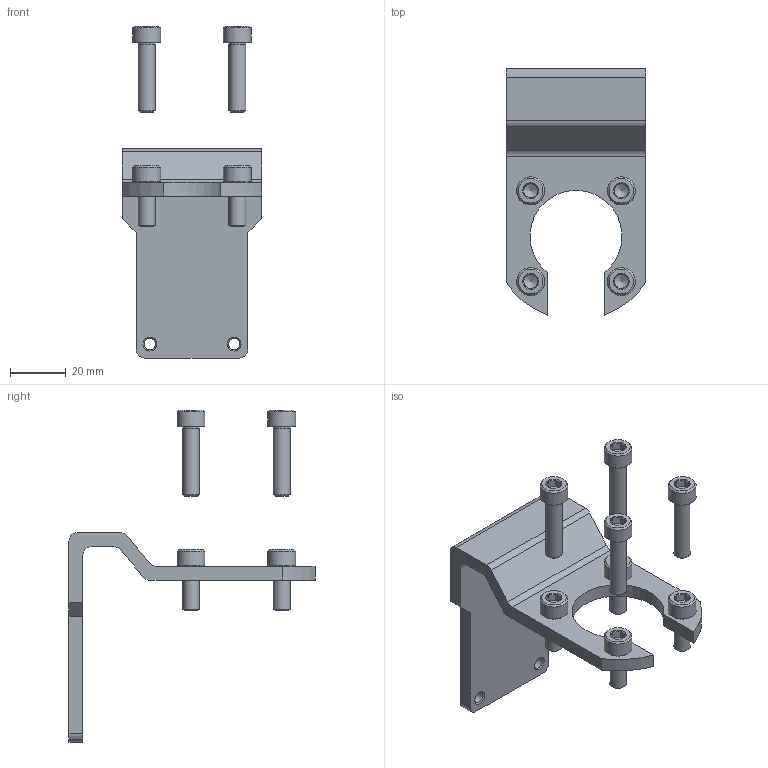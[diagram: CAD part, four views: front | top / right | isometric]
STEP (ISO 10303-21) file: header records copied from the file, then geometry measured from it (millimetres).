
FILE_DESCRIPTION(/* description */ ('STEP AP214'),/* implementation_level */ '2;1');
FILE_NAME(/* name */ '549605_TBH-50_63_80',/* time_stamp */ '2024-09-15T15:25:04+02:00',/* author */ ('License CC BY-ND 4.0'),/* organization */ ('CADENAS'),/* preprocessor_version */ 'ST-DEVELOPER v19.3',/* originating_system */ 'PARTsolutions',/* authorisation */ ' ');
FILE_SCHEMA (('AUTOMOTIVE_DESIGN {1 0 10303 214 3 1 1}'));
Length unit declared in the file: millimetre
Products named in the file (4): 549605 TBH-50/63/80; 711017 TBH-50/63/80_F; DIN-912 - M6x16(F); DIN-912 - M6x25(F)
Assembly tree (9 placements, depth 2):
  549605 TBH-50/63/80
    711017 TBH-50/63/80_F
    DIN-912 - M6x16(F)  x4
    DIN-912 - M6x25(F)  x4
Bounding box: 50 x 88.19 x 119 mm (x, y, z)
Volume: 39082.1 mm3; surface area: 21599.6 mm2
Topology: 9 solids, 9 shells, 268 faces, 542 edges, 300 vertices
Faces by surface type: plane 137, cone 96, cylinder 35
Full cylindrical faces by diameter (mm): 4.134 x4, 6 x8, 6.5 x4, 10 x8
Entity records: 2765 total; most frequent: DIRECTION 484, CARTESIAN_POINT 478, ORIENTED_EDGE 380, AXIS2_PLACEMENT_3D 196, EDGE_CURVE 190, FACE_BOUND 150, EDGE_LOOP 148, VERTEX_POINT 130
